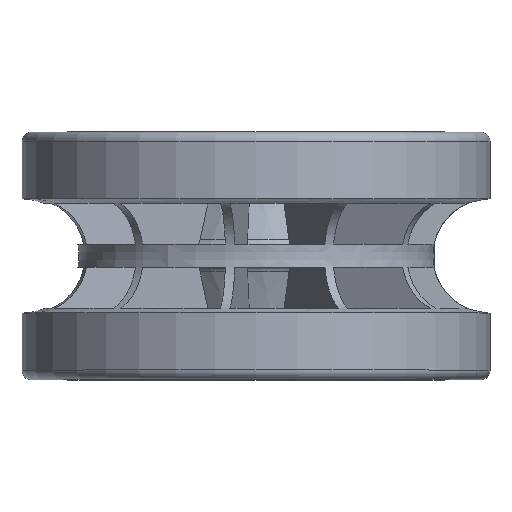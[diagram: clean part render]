
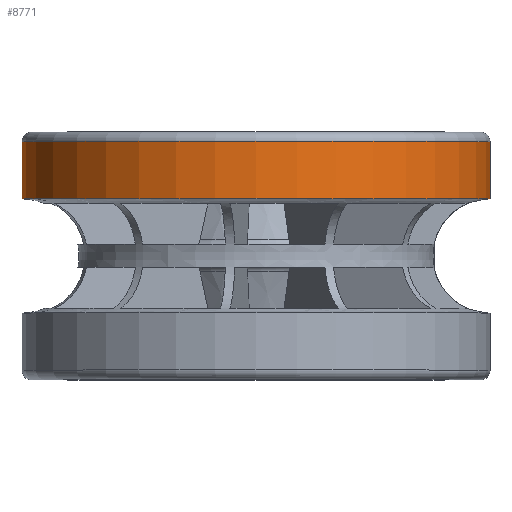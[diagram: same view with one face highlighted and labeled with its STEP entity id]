
A CAD part, top view. The second image highlights one B-rep face of the part: STEP entity #8771.
In plain terms, the highlighted cylindrical face has radius 24.586 mm (diameter 49.172 mm), a partial arc.
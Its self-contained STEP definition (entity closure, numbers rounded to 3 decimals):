
#2710=CARTESIAN_POINT('',(0.,5.994,0.));
#2711=DIRECTION('',(0.,1.,0.));
#2712=DIRECTION('',(-1.,0.,0.));
#2713=AXIS2_PLACEMENT_3D('',#2710,#2711,#2712);
#2715=CARTESIAN_POINT('',(0.,12.,0.));
#2716=DIRECTION('',(0.,-1.,0.));
#2717=DIRECTION('',(1.,0.,0.));
#2718=AXIS2_PLACEMENT_3D('',#2715,#2716,#2717);
#2735=DIRECTION('',(0.,-1.,0.));
#2736=VECTOR('',#2735,6.006);
#2737=CARTESIAN_POINT('',(24.586,12.,0.));
#2738=LINE('',#2737,#2736);
#2744=DIRECTION('',(0.,-1.,0.));
#2745=VECTOR('',#2744,6.006);
#2746=CARTESIAN_POINT('',(-24.586,12.,0.));
#2747=LINE('',#2746,#2745);
#5102=CARTESIAN_POINT('',(-24.586,12.,0.));
#5103=CARTESIAN_POINT('',(24.586,12.,0.));
#5104=VERTEX_POINT('',#5102);
#5105=VERTEX_POINT('',#5103);
#5592=CARTESIAN_POINT('',(-24.586,5.994,0.));
#5593=CARTESIAN_POINT('',(24.586,5.994,0.));
#5594=VERTEX_POINT('',#5592);
#5595=VERTEX_POINT('',#5593);
#8757=CARTESIAN_POINT('',(0.,-14.324,0.));
#8758=DIRECTION('',(0.,1.,0.));
#8759=DIRECTION('',(1.,0.,0.));
#8760=AXIS2_PLACEMENT_3D('',#8757,#8758,#8759);
#8761=CYLINDRICAL_SURFACE('',#8760,24.586);
#8762=ORIENTED_EDGE('',*,*,#6939,.F.);
#8764=ORIENTED_EDGE('',*,*,#8763,.F.);
#8766=ORIENTED_EDGE('',*,*,#8765,.F.);
#8768=ORIENTED_EDGE('',*,*,#8767,.T.);
#8769=EDGE_LOOP('',(#8762,#8764,#8766,#8768));
#8770=FACE_OUTER_BOUND('',#8769,.F.);
#8771=ADVANCED_FACE('',(#8770),#8761,.T.);
#2714=CIRCLE('',#2713,24.586);
#2719=CIRCLE('',#2718,24.586);
#6939=EDGE_CURVE('',#5594,#5595,#2714,.T.);
#8763=EDGE_CURVE('',#5104,#5594,#2747,.T.);
#8765=EDGE_CURVE('',#5105,#5104,#2719,.T.);
#8767=EDGE_CURVE('',#5105,#5595,#2738,.T.);
